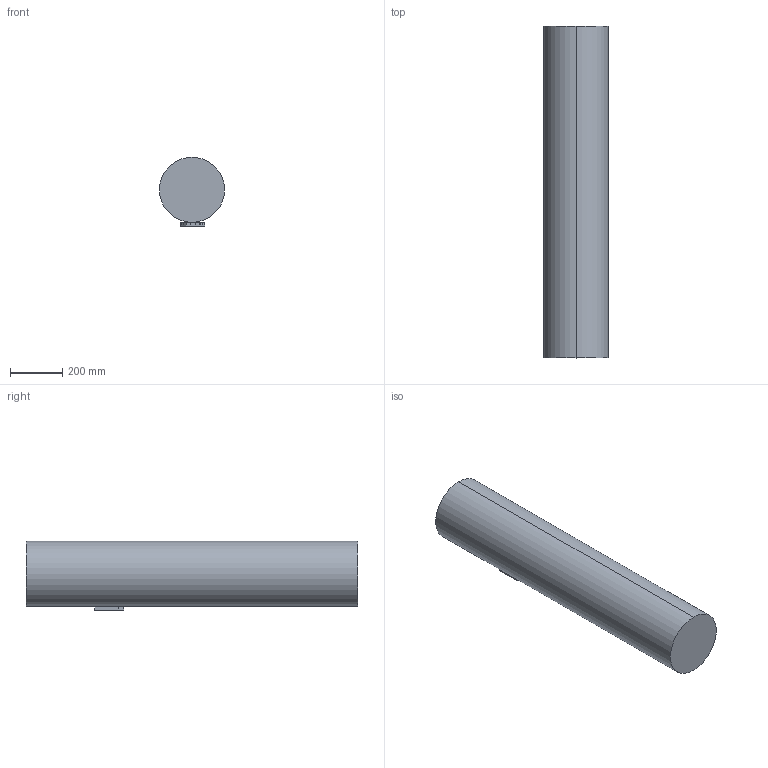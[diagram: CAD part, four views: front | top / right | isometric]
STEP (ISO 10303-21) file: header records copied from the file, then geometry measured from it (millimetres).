
FILE_DESCRIPTION (( 'STEP AP203' ), '1' );
FILE_NAME ('GridFin_ferme.STEP', '2020-03-30T14:25:34', ( '' ), ( '' ), 'SwSTEP 2.0', 'SolidWorks 2018', '' );
FILE_SCHEMA (( 'CONFIG_CONTROL_DESIGN' ));
Length unit declared in the file: millimetre
Products named in the file (1): GridFin_ferme
Bounding box: 250 x 1275.77 x 266.83 mm (x, y, z)
Volume: 62661841.5 mm3; surface area: 1154172.3 mm2
Topology: 2 solids, 2 shells, 267 faces, 799 edges, 536 vertices
Faces by surface type: plane 265, cylinder 2
Entity records: 9160 total; most frequent: CARTESIAN_POINT 1603, ORIENTED_EDGE 1598, DIRECTION 1339, EDGE_CURVE 799, VECTOR 795, LINE 795, VERTEX_POINT 536, EDGE_LOOP 401
